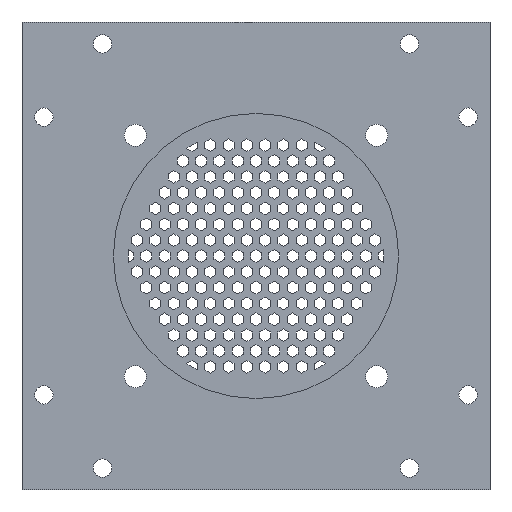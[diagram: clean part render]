
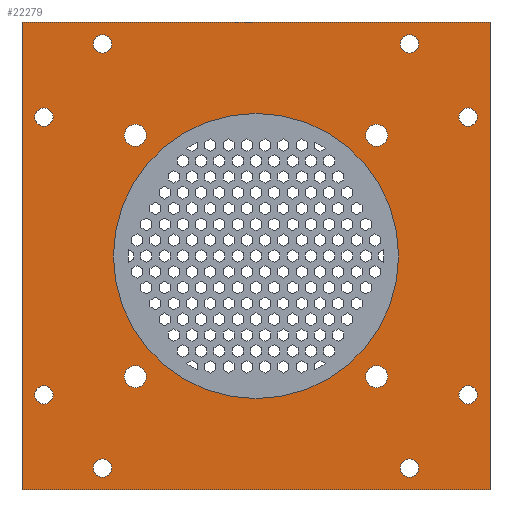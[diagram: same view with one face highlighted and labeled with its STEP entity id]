
A CAD part, left-side view. The second image highlights one B-rep face of the part: STEP entity #22279.
In plain terms, the highlighted planar face has unit normal (-1, 0, 0).
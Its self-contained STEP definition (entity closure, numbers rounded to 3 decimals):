
#365=FACE_BOUND('',#2875,.T.);
#366=FACE_BOUND('',#2876,.T.);
#367=FACE_BOUND('',#2877,.T.);
#368=FACE_BOUND('',#2878,.T.);
#369=FACE_BOUND('',#2879,.T.);
#370=FACE_BOUND('',#2880,.T.);
#371=FACE_BOUND('',#2881,.T.);
#372=FACE_BOUND('',#2882,.T.);
#373=FACE_BOUND('',#2883,.T.);
#374=FACE_BOUND('',#2884,.T.);
#375=FACE_BOUND('',#2885,.T.);
#376=FACE_BOUND('',#2886,.T.);
#377=FACE_BOUND('',#2887,.T.);
#413=CIRCLE('',#23112,1.5);
#415=CIRCLE('',#23116,1.5);
#417=CIRCLE('',#23120,1.5);
#419=CIRCLE('',#23124,1.5);
#422=CIRCLE('',#23340,19.5);
#425=CIRCLE('',#23346,1.25);
#427=CIRCLE('',#23350,1.25);
#429=CIRCLE('',#23354,1.25);
#431=CIRCLE('',#23358,1.25);
#433=CIRCLE('',#23362,1.25);
#435=CIRCLE('',#23366,1.25);
#437=CIRCLE('',#23370,1.25);
#439=CIRCLE('',#23374,1.25);
#1490=FACE_OUTER_BOUND('',#2874,.T.);
#2874=EDGE_LOOP('',(#20220,#20221,#20222,#20223));
#2875=EDGE_LOOP('',(#20224));
#2876=EDGE_LOOP('',(#20225));
#2877=EDGE_LOOP('',(#20226));
#2878=EDGE_LOOP('',(#20227));
#2879=EDGE_LOOP('',(#20228));
#2880=EDGE_LOOP('',(#20229));
#2881=EDGE_LOOP('',(#20230));
#2882=EDGE_LOOP('',(#20231));
#2883=EDGE_LOOP('',(#20232));
#2884=EDGE_LOOP('',(#20233));
#2885=EDGE_LOOP('',(#20234));
#2886=EDGE_LOOP('',(#20235));
#2887=EDGE_LOOP('',(#20236));
#5914=LINE('',#34734,#8945);
#5918=LINE('',#34741,#8949);
#5919=LINE('',#34743,#8950);
#5920=LINE('',#34744,#8951);
#8945=VECTOR('',#28566,10.);
#8949=VECTOR('',#28572,10.);
#8950=VECTOR('',#28575,10.);
#8951=VECTOR('',#28576,10.);
#10761=VERTEX_POINT('',#33784);
#10763=VERTEX_POINT('',#33792);
#10765=VERTEX_POINT('',#33800);
#10767=VERTEX_POINT('',#33808);
#10980=VERTEX_POINT('',#34660);
#10983=VERTEX_POINT('',#34671);
#10985=VERTEX_POINT('',#34679);
#10987=VERTEX_POINT('',#34687);
#10989=VERTEX_POINT('',#34695);
#10991=VERTEX_POINT('',#34703);
#10993=VERTEX_POINT('',#34711);
#10995=VERTEX_POINT('',#34719);
#10997=VERTEX_POINT('',#34727);
#10998=VERTEX_POINT('',#34731);
#10999=VERTEX_POINT('',#34733);
#11000=VERTEX_POINT('',#34737);
#11001=VERTEX_POINT('',#34739);
#13602=EDGE_CURVE('',#10761,#10761,#413,.T.);
#13606=EDGE_CURVE('',#10763,#10763,#415,.T.);
#13610=EDGE_CURVE('',#10765,#10765,#417,.T.);
#13614=EDGE_CURVE('',#10767,#10767,#419,.T.);
#14040=EDGE_CURVE('',#10980,#10980,#422,.T.);
#14045=EDGE_CURVE('',#10983,#10983,#425,.T.);
#14049=EDGE_CURVE('',#10985,#10985,#427,.T.);
#14053=EDGE_CURVE('',#10987,#10987,#429,.T.);
#14057=EDGE_CURVE('',#10989,#10989,#431,.T.);
#14061=EDGE_CURVE('',#10991,#10991,#433,.T.);
#14065=EDGE_CURVE('',#10993,#10993,#435,.T.);
#14069=EDGE_CURVE('',#10995,#10995,#437,.T.);
#14073=EDGE_CURVE('',#10997,#10997,#439,.T.);
#14076=EDGE_CURVE('',#10998,#10999,#5914,.T.);
#14080=EDGE_CURVE('',#11000,#11001,#5918,.T.);
#14081=EDGE_CURVE('',#10998,#11000,#5919,.T.);
#14082=EDGE_CURVE('',#10999,#11001,#5920,.T.);
#20220=ORIENTED_EDGE('',*,*,#14081,.T.);
#20221=ORIENTED_EDGE('',*,*,#14080,.T.);
#20222=ORIENTED_EDGE('',*,*,#14082,.F.);
#20223=ORIENTED_EDGE('',*,*,#14076,.F.);
#20224=ORIENTED_EDGE('',*,*,#14040,.T.);
#20225=ORIENTED_EDGE('',*,*,#13602,.T.);
#20226=ORIENTED_EDGE('',*,*,#13610,.T.);
#20227=ORIENTED_EDGE('',*,*,#13614,.T.);
#20228=ORIENTED_EDGE('',*,*,#13606,.T.);
#20229=ORIENTED_EDGE('',*,*,#14053,.T.);
#20230=ORIENTED_EDGE('',*,*,#14049,.T.);
#20231=ORIENTED_EDGE('',*,*,#14057,.T.);
#20232=ORIENTED_EDGE('',*,*,#14045,.T.);
#20233=ORIENTED_EDGE('',*,*,#14065,.T.);
#20234=ORIENTED_EDGE('',*,*,#14069,.T.);
#20235=ORIENTED_EDGE('',*,*,#14073,.T.);
#20236=ORIENTED_EDGE('',*,*,#14061,.T.);
#21245=PLANE('',#23377);
#22279=ADVANCED_FACE('',(#1490,#365,#366,#367,#368,#369,#370,#371,#372,
#373,#374,#375,#376,#377),#21245,.T.);
#23112=AXIS2_PLACEMENT_3D('',#33785,#27591,#27592);
#23116=AXIS2_PLACEMENT_3D('',#33793,#27601,#27602);
#23120=AXIS2_PLACEMENT_3D('',#33801,#27611,#27612);
#23124=AXIS2_PLACEMENT_3D('',#33809,#27621,#27622);
#23340=AXIS2_PLACEMENT_3D('',#34661,#28476,#28477);
#23346=AXIS2_PLACEMENT_3D('',#34672,#28490,#28491);
#23350=AXIS2_PLACEMENT_3D('',#34680,#28500,#28501);
#23354=AXIS2_PLACEMENT_3D('',#34688,#28510,#28511);
#23358=AXIS2_PLACEMENT_3D('',#34696,#28520,#28521);
#23362=AXIS2_PLACEMENT_3D('',#34704,#28530,#28531);
#23366=AXIS2_PLACEMENT_3D('',#34712,#28540,#28541);
#23370=AXIS2_PLACEMENT_3D('',#34720,#28550,#28551);
#23374=AXIS2_PLACEMENT_3D('',#34728,#28560,#28561);
#23377=AXIS2_PLACEMENT_3D('',#34742,#28573,#28574);
#27591=DIRECTION('center_axis',(1.,0.,0.));
#27592=DIRECTION('ref_axis',(0.,1.,0.));
#27601=DIRECTION('center_axis',(1.,0.,0.));
#27602=DIRECTION('ref_axis',(0.,1.,0.));
#27611=DIRECTION('center_axis',(1.,0.,0.));
#27612=DIRECTION('ref_axis',(0.,1.,0.));
#27621=DIRECTION('center_axis',(1.,0.,0.));
#27622=DIRECTION('ref_axis',(0.,1.,0.));
#28476=DIRECTION('center_axis',(1.,0.,0.));
#28477=DIRECTION('ref_axis',(0.,1.,0.));
#28490=DIRECTION('center_axis',(1.,0.,0.));
#28491=DIRECTION('ref_axis',(0.,1.,0.));
#28500=DIRECTION('center_axis',(1.,0.,0.));
#28501=DIRECTION('ref_axis',(0.,1.,0.));
#28510=DIRECTION('center_axis',(1.,0.,0.));
#28511=DIRECTION('ref_axis',(0.,1.,0.));
#28520=DIRECTION('center_axis',(1.,0.,0.));
#28521=DIRECTION('ref_axis',(0.,1.,0.));
#28530=DIRECTION('center_axis',(1.,0.,0.));
#28531=DIRECTION('ref_axis',(0.,1.,0.));
#28540=DIRECTION('center_axis',(1.,0.,0.));
#28541=DIRECTION('ref_axis',(0.,1.,0.));
#28550=DIRECTION('center_axis',(1.,0.,0.));
#28551=DIRECTION('ref_axis',(0.,1.,0.));
#28560=DIRECTION('center_axis',(1.,0.,0.));
#28561=DIRECTION('ref_axis',(0.,1.,0.));
#28566=DIRECTION('',(0.,0.,1.));
#28572=DIRECTION('',(0.,0.,1.));
#28573=DIRECTION('center_axis',(-1.,0.,0.));
#28574=DIRECTION('ref_axis',(0.,-1.,0.));
#28575=DIRECTION('',(0.,-1.,0.));
#28576=DIRECTION('',(0.,-1.,0.));
#33784=CARTESIAN_POINT('',(89.504,13.155,15.5));
#33785=CARTESIAN_POINT('Origin',(89.504,14.655,15.5));
#33792=CARTESIAN_POINT('',(89.504,46.155,15.5));
#33793=CARTESIAN_POINT('Origin',(89.504,47.655,15.5));
#33800=CARTESIAN_POINT('',(89.504,46.155,48.5));
#33801=CARTESIAN_POINT('Origin',(89.504,47.655,48.5));
#33808=CARTESIAN_POINT('',(89.504,13.155,48.5));
#33809=CARTESIAN_POINT('Origin',(89.504,14.655,48.5));
#34660=CARTESIAN_POINT('',(89.504,11.655,32.));
#34661=CARTESIAN_POINT('Origin',(89.504,31.155,32.));
#34671=CARTESIAN_POINT('',(89.504,8.905,3.));
#34672=CARTESIAN_POINT('Origin',(89.504,10.155,3.));
#34679=CARTESIAN_POINT('',(89.504,50.905,3.));
#34680=CARTESIAN_POINT('Origin',(89.504,52.155,3.));
#34687=CARTESIAN_POINT('',(89.504,50.905,61.));
#34688=CARTESIAN_POINT('Origin',(89.504,52.155,61.));
#34695=CARTESIAN_POINT('',(89.504,8.905,61.));
#34696=CARTESIAN_POINT('Origin',(89.504,10.155,61.));
#34703=CARTESIAN_POINT('',(89.504,58.905,13.));
#34704=CARTESIAN_POINT('Origin',(89.504,60.155,13.));
#34711=CARTESIAN_POINT('',(89.504,58.905,51.));
#34712=CARTESIAN_POINT('Origin',(89.504,60.155,51.));
#34719=CARTESIAN_POINT('',(89.504,0.905,13.));
#34720=CARTESIAN_POINT('Origin',(89.504,2.155,13.));
#34727=CARTESIAN_POINT('',(89.504,0.905,51.));
#34728=CARTESIAN_POINT('Origin',(89.504,2.155,51.));
#34731=CARTESIAN_POINT('',(89.504,63.155,0.));
#34733=CARTESIAN_POINT('',(89.504,63.155,64.));
#34734=CARTESIAN_POINT('',(89.504,63.155,0.));
#34737=CARTESIAN_POINT('',(89.504,-0.845,0.));
#34739=CARTESIAN_POINT('',(89.504,-0.845,64.));
#34741=CARTESIAN_POINT('',(89.504,-0.845,0.));
#34742=CARTESIAN_POINT('Origin',(89.504,63.155,0.));
#34743=CARTESIAN_POINT('',(89.504,63.155,0.));
#34744=CARTESIAN_POINT('',(89.504,63.155,64.));
